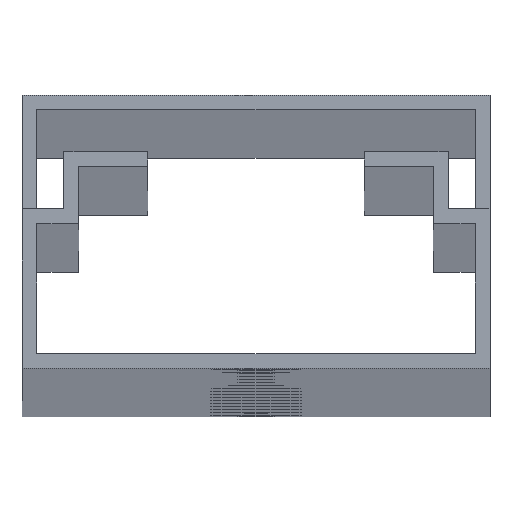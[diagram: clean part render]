
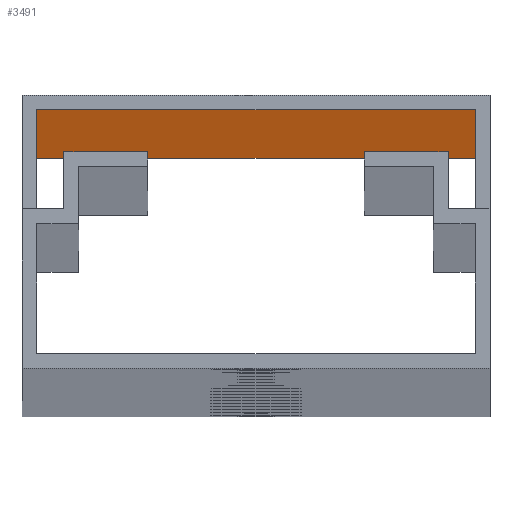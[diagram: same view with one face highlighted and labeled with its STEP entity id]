
A CAD part, top view. The second image highlights one B-rep face of the part: STEP entity #3491.
In plain terms, the highlighted planar face has unit normal (0, -1, 0).
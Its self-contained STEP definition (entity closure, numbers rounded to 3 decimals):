
#3285=DIRECTION('',(1.,0.,0.));
#3286=VECTOR('',#3285,31.4);
#3287=CARTESIAN_POINT('',(-15.7,-1.05,0.));
#3288=LINE('',#3287,#3286);
#3317=DIRECTION('',(0.,0.,-1.));
#3318=VECTOR('',#3317,2000.);
#3319=CARTESIAN_POINT('',(-15.7,-1.05,0.));
#3320=LINE('',#3319,#3318);
#3321=DIRECTION('',(0.,0.,-1.));
#3322=VECTOR('',#3321,2000.);
#3323=CARTESIAN_POINT('',(15.7,-1.05,0.));
#3324=LINE('',#3323,#3322);
#3349=DIRECTION('',(1.,0.,0.));
#3350=VECTOR('',#3349,31.4);
#3351=CARTESIAN_POINT('',(-15.7,-1.05,-2000.));
#3352=LINE('',#3351,#3350);
#3373=CARTESIAN_POINT('',(-15.7,-1.05,0.));
#3374=VERTEX_POINT('',#3373);
#3375=CARTESIAN_POINT('',(15.7,-1.05,0.));
#3376=VERTEX_POINT('',#3375);
#3389=CARTESIAN_POINT('',(-15.7,-1.05,-2000.));
#3390=VERTEX_POINT('',#3389);
#3391=CARTESIAN_POINT('',(15.7,-1.05,-2000.));
#3392=VERTEX_POINT('',#3391);
#3478=CARTESIAN_POINT('',(-15.7,-1.05,0.));
#3479=DIRECTION('',(0.,-1.,0.));
#3480=DIRECTION('',(1.,0.,0.));
#3481=AXIS2_PLACEMENT_3D('',#3478,#3479,#3480);
#3482=PLANE('',#3481);
#3483=ORIENTED_EDGE('',*,*,#3410,.T.);
#3485=ORIENTED_EDGE('',*,*,#3484,.T.);
#3487=ORIENTED_EDGE('',*,*,#3486,.F.);
#3488=ORIENTED_EDGE('',*,*,#3470,.F.);
#3489=EDGE_LOOP('',(#3483,#3485,#3487,#3488));
#3490=FACE_OUTER_BOUND('',#3489,.F.);
#3410=EDGE_CURVE('',#3374,#3376,#3288,.T.);
#3470=EDGE_CURVE('',#3374,#3390,#3320,.T.);
#3484=EDGE_CURVE('',#3376,#3392,#3324,.T.);
#3486=EDGE_CURVE('',#3390,#3392,#3352,.T.);
#3491=ADVANCED_FACE('',(#3490),#3482,.T.);
